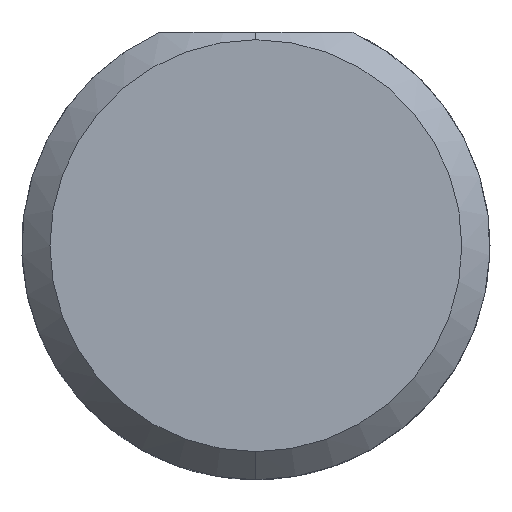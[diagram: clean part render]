
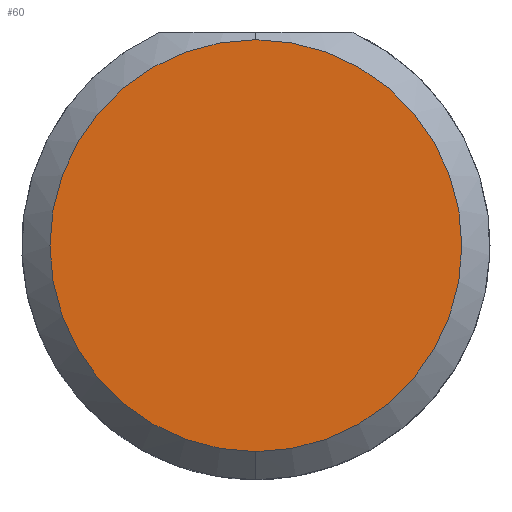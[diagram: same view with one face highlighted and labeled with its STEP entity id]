
A CAD part, left-side view. The second image highlights one B-rep face of the part: STEP entity #60.
In plain terms, the highlighted planar face has unit normal (-1, 0, 0).
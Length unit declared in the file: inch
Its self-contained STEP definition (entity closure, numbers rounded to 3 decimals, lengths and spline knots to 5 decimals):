
#46 = ORIENTED_EDGE ( 'NONE', *, *, #965, .T. ) ;
#60 = ADVANCED_FACE ( 'NONE', ( #1146 ), #1508, .F. ) ;
#178 = EDGE_LOOP ( 'NONE', ( #180, #46 ) ) ;
#180 = ORIENTED_EDGE ( 'NONE', *, *, #392, .T. ) ;
#239 = CARTESIAN_POINT ( 'NONE',  ( 0., 0., 0.10985 ) ) ;
#392 = EDGE_CURVE ( 'NONE', #1142, #1501, #454, .T. ) ;
#394 = AXIS2_PLACEMENT_3D ( 'NONE', #575, #1129, #1143 ) ;
#428 = CARTESIAN_POINT ( 'NONE',  ( 0., 0., 0. ) ) ;
#454 = CIRCLE ( 'NONE', #647, 0.10985 ) ;
#504 = AXIS2_PLACEMENT_3D ( 'NONE', #903, #922, #1047 ) ;
#575 = CARTESIAN_POINT ( 'NONE',  ( 0., 0., 0. ) ) ;
#647 = AXIS2_PLACEMENT_3D ( 'NONE', #428, #1359, #998 ) ;
#776 = CARTESIAN_POINT ( 'NONE',  ( 0., 0., -0.10985 ) ) ;
#903 = CARTESIAN_POINT ( 'NONE',  ( 0., 0., 0. ) ) ;
#922 = DIRECTION ( 'NONE',  ( 1., 0., 0. ) ) ;
#925 = CIRCLE ( 'NONE', #394, 0.10985 ) ;
#965 = EDGE_CURVE ( 'NONE', #1501, #1142, #925, .T. ) ;
#998 = DIRECTION ( 'NONE',  ( 0., 0., -1. ) ) ;
#1047 = DIRECTION ( 'NONE',  ( 0., 0., -1. ) ) ;
#1129 = DIRECTION ( 'NONE',  ( -1., 0., 0. ) ) ;
#1142 = VERTEX_POINT ( 'NONE', #776 ) ;
#1143 = DIRECTION ( 'NONE',  ( 0., 0., -1. ) ) ;
#1146 = FACE_OUTER_BOUND ( 'NONE', #178, .T. ) ;
#1359 = DIRECTION ( 'NONE',  ( -1., 0., 0. ) ) ;
#1501 = VERTEX_POINT ( 'NONE', #239 ) ;
#1508 = PLANE ( 'NONE',  #504 ) ;
